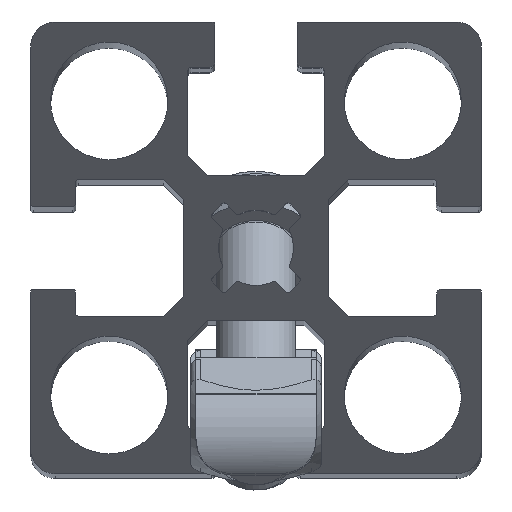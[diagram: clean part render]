
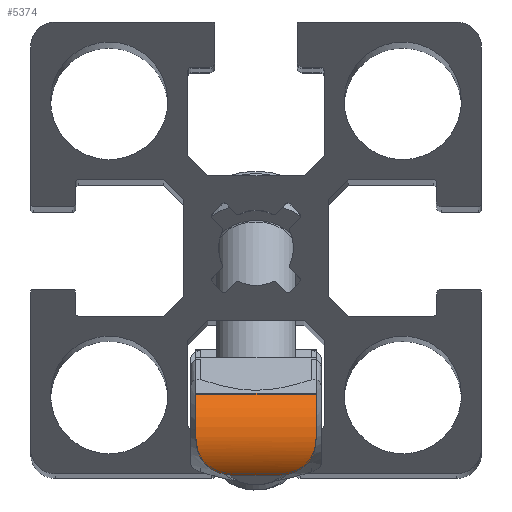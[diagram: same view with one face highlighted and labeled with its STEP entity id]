
A CAD part, top view. The second image highlights one B-rep face of the part: STEP entity #5374.
In plain terms, the highlighted cylindrical face has radius 5.574 mm (diameter 11.148 mm), a partial arc.
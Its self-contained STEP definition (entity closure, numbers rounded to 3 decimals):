
#186=B_SPLINE_CURVE_WITH_KNOTS('',3,(#10447,#10448,#10449,#10450,#10451,
#10452,#10453,#10454,#10455,#10456,#10457,#10458,#10459,#10460),
 .UNSPECIFIED.,.F.,.F.,(4,2,2,2,2,2,4),(1.097,1.298,
1.398,1.498,1.602,1.706,1.741),
 .UNSPECIFIED.);
#187=B_SPLINE_CURVE_WITH_KNOTS('',3,(#10476,#10477,#10478,#10479,#10480,
#10481,#10482,#10483,#10484,#10485,#10486,#10487,#10488,#10489),
 .UNSPECIFIED.,.F.,.F.,(4,2,2,2,2,2,4),(-1.741,-1.706,
-1.602,-1.498,-1.398,-1.298,
-1.097),.UNSPECIFIED.);
#322=CYLINDRICAL_SURFACE('',#5981,5.574);
#585=FACE_OUTER_BOUND('',#874,.T.);
#874=EDGE_LOOP('',(#4880,#4881,#4882,#4883,#4884,#4885));
#918=CIRCLE('',#5979,5.574);
#920=CIRCLE('',#5982,5.574);
#1550=LINE('',#10474,#1980);
#1551=LINE('',#10492,#1981);
#1980=VECTOR('',#7422,10.);
#1981=VECTOR('',#7425,10.);
#2511=VERTEX_POINT('',#10444);
#2512=VERTEX_POINT('',#10446);
#2513=VERTEX_POINT('',#10463);
#2517=VERTEX_POINT('',#10473);
#2518=VERTEX_POINT('',#10475);
#2519=VERTEX_POINT('',#10490);
#3305=EDGE_CURVE('',#2511,#2512,#186,.T.);
#3307=EDGE_CURVE('',#2513,#2512,#918,.T.);
#3312=EDGE_CURVE('',#2517,#2511,#1550,.T.);
#3313=EDGE_CURVE('',#2518,#2517,#187,.T.);
#3314=EDGE_CURVE('',#2518,#2519,#920,.T.);
#3315=EDGE_CURVE('',#2519,#2513,#1551,.T.);
#4880=ORIENTED_EDGE('',*,*,#3305,.F.);
#4881=ORIENTED_EDGE('',*,*,#3312,.F.);
#4882=ORIENTED_EDGE('',*,*,#3313,.F.);
#4883=ORIENTED_EDGE('',*,*,#3314,.T.);
#4884=ORIENTED_EDGE('',*,*,#3315,.T.);
#4885=ORIENTED_EDGE('',*,*,#3307,.T.);
#5374=ADVANCED_FACE('',(#585),#322,.T.);
#5979=AXIS2_PLACEMENT_3D('',#10464,#7413,#7414);
#5981=AXIS2_PLACEMENT_3D('',#10472,#7420,#7421);
#5982=AXIS2_PLACEMENT_3D('',#10491,#7423,#7424);
#7413=DIRECTION('center_axis',(0.,-1.,0.));
#7414=DIRECTION('ref_axis',(0.041,0.,-0.999));
#7420=DIRECTION('center_axis',(0.,1.,0.));
#7421=DIRECTION('ref_axis',(0.041,0.,-0.999));
#7422=DIRECTION('',(0.,1.,0.));
#7423=DIRECTION('center_axis',(0.,1.,0.));
#7424=DIRECTION('ref_axis',(0.041,0.,-0.999));
#7425=DIRECTION('',(0.,1.,0.));
#10444=CARTESIAN_POINT('',(-0.9,2.,-10.8));
#10446=CARTESIAN_POINT('',(-4.9,6.,-9.337));
#10447=CARTESIAN_POINT('Ctrl Pts',(-0.9,2.,-10.8));
#10448=CARTESIAN_POINT('Ctrl Pts',(-0.9,2.67,
-10.8));
#10449=CARTESIAN_POINT('Ctrl Pts',(-1.078,3.365,-10.815));
#10450=CARTESIAN_POINT('Ctrl Pts',(-1.585,4.265,-10.789));
#10451=CARTESIAN_POINT('Ctrl Pts',(-1.793,4.542,-10.77));
#10452=CARTESIAN_POINT('Ctrl Pts',(-2.265,5.029,-10.693));
#10453=CARTESIAN_POINT('Ctrl Pts',(-2.529,5.238,-10.634));
#10454=CARTESIAN_POINT('Ctrl Pts',(-3.089,5.582,-10.458));
#10455=CARTESIAN_POINT('Ctrl Pts',(-3.411,5.727,-10.329));
#10456=CARTESIAN_POINT('Ctrl Pts',(-4.047,5.922,-9.995));
#10457=CARTESIAN_POINT('Ctrl Pts',(-4.359,5.972,-9.788));
#10458=CARTESIAN_POINT('Ctrl Pts',(-4.72,5.997,-9.497));
#10459=CARTESIAN_POINT('Ctrl Pts',(-4.811,6.,-9.418));
#10460=CARTESIAN_POINT('Ctrl Pts',(-4.9,6.,-9.337));
#10463=CARTESIAN_POINT('',(-6.7,6.,-5.));
#10464=CARTESIAN_POINT('Origin',(-1.131,6.,-5.231));
#10472=CARTESIAN_POINT('Origin',(-1.131,0.,-5.231));
#10473=CARTESIAN_POINT('',(-0.9,-2.,-10.8));
#10474=CARTESIAN_POINT('',(-0.9,0.,-10.8));
#10475=CARTESIAN_POINT('',(-4.9,-6.,-9.337));
#10476=CARTESIAN_POINT('Ctrl Pts',(-4.9,-6.,-9.337));
#10477=CARTESIAN_POINT('Ctrl Pts',(-4.811,-6.,-9.418));
#10478=CARTESIAN_POINT('Ctrl Pts',(-4.72,-5.997,-9.497));
#10479=CARTESIAN_POINT('Ctrl Pts',(-4.359,-5.972,
-9.788));
#10480=CARTESIAN_POINT('Ctrl Pts',(-4.047,-5.922,
-9.995));
#10481=CARTESIAN_POINT('Ctrl Pts',(-3.411,-5.727,-10.329));
#10482=CARTESIAN_POINT('Ctrl Pts',(-3.089,-5.582,
-10.458));
#10483=CARTESIAN_POINT('Ctrl Pts',(-2.529,-5.238,-10.634));
#10484=CARTESIAN_POINT('Ctrl Pts',(-2.265,-5.029,
-10.693));
#10485=CARTESIAN_POINT('Ctrl Pts',(-1.793,-4.542,
-10.77));
#10486=CARTESIAN_POINT('Ctrl Pts',(-1.585,-4.265,
-10.789));
#10487=CARTESIAN_POINT('Ctrl Pts',(-1.078,-3.365,
-10.815));
#10488=CARTESIAN_POINT('Ctrl Pts',(-0.9,-2.67,
-10.8));
#10489=CARTESIAN_POINT('Ctrl Pts',(-0.9,-2.,-10.8));
#10490=CARTESIAN_POINT('',(-6.7,-6.,-5.));
#10491=CARTESIAN_POINT('Origin',(-1.131,-6.,-5.231));
#10492=CARTESIAN_POINT('',(-6.7,0.,-5.));
